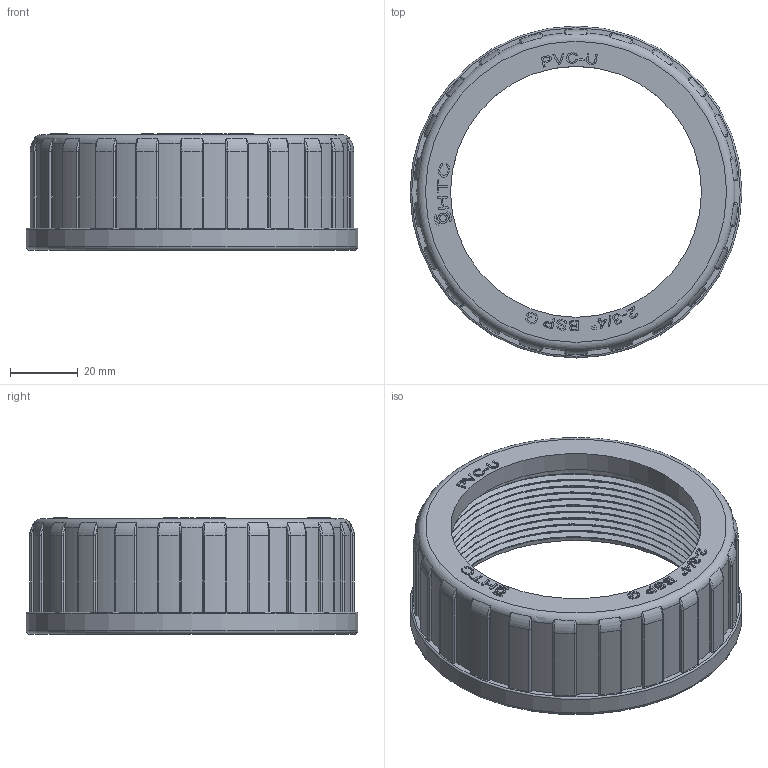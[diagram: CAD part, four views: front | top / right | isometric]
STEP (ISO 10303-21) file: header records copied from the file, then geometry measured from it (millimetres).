
FILE_DESCRIPTION(/* description */ (''),/* implementation_level */ '2;1');
FILE_NAME(/* name */ 'AF0600.COA.063.step',/* time_stamp */ '2026-01-07T08:24:51+01:00',/* author */ (''),/* organization */ (''),/* preprocessor_version */ 'ST-DEVELOPER v20.1',/* originating_system */ 'Autodesk Translation Framework v14.21.0.0',/* authorisation */ '');
FILE_SCHEMA (('AUTOMOTIVE_DESIGN { 1 0 10303 214 3 1 1 }'));
Length unit declared in the file: millimetre
Products named in the file (1): 2026-01-07-06-16-14-914
Bounding box: 97.9 x 97.9 x 34.3 mm (x, y, z)
Volume: 75020.9 mm3; surface area: 29705 mm2
Topology: 1 solids, 1 shells, 911 faces, 2593 edges, 1714 vertices
Faces by surface type: plane 715, cylinder 118, bspline 53, torus 25
Full cylindrical faces by diameter (mm): 2 x1, 3 x1, 74 x1, 78.576 x10, 81.534 x10, 97.9 x1
Entity records: 47111 total; most frequent: CARTESIAN_POINT 23730, ORIENTED_EDGE 5186, DIRECTION 4344, EDGE_CURVE 2593, LINE 2128, VECTOR 2128, VERTEX_POINT 1714, AXIS2_PLACEMENT_3D 1108
